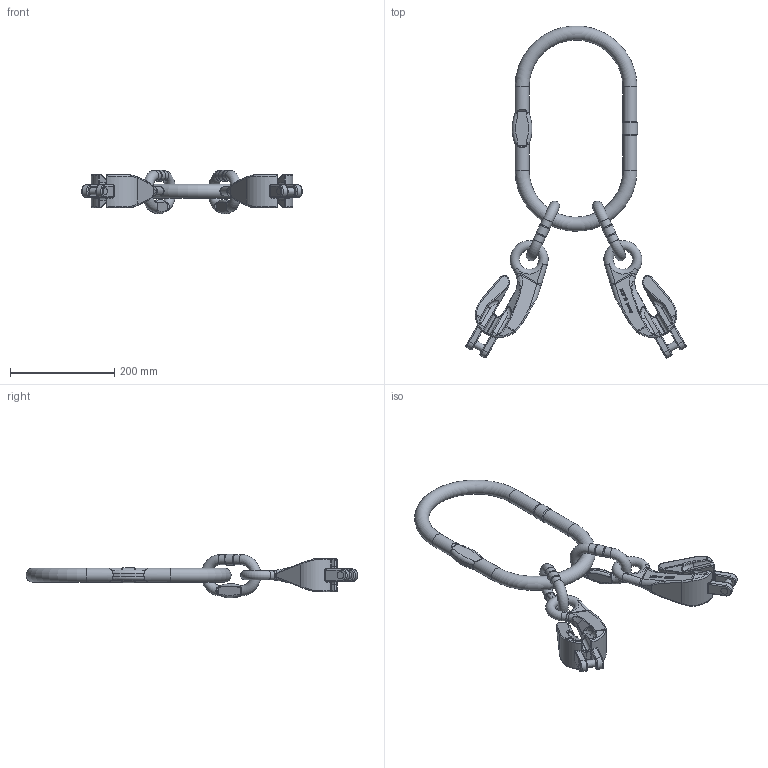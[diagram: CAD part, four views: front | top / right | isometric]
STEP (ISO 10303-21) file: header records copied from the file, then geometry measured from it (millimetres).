
FILE_DESCRIPTION(/* description */ (''),/* implementation_level */ '2;1');
FILE_NAME(/* name */ 'pewag_LXKW_2-13',/* time_stamp */ '2010-03-03T15:45:43+01:00',/* author */ (''),/* organization */ (''),/* preprocessor_version */ 'ST-DEVELOPER v9',/* originating_system */ 'UGS - NX 4.0',/* authorisation */ '');
FILE_SCHEMA (('AUTOMOTIVE_DESIGN { 1 0 10303 214 1 1 1 1 }'));
Length unit declared in the file: millimetre
Products named in the file (1): rit7E48ozcv
Bounding box: 423.01 x 636.81 x 83.59 mm (x, y, z)
Volume: 1552856.4 mm3; surface area: 231925.4 mm2
Topology: 7 solids, 7 shells, 1047 faces, 2615 edges, 1572 vertices
Faces by surface type: plane 278, bspline 230, cylinder 227, extrusion 186, torus 82, sphere 30, cone 14
Full cylindrical faces by diameter (mm): 14 x6, 19.5 x4, 20.962 x2, 27 x4, 29.025 x1
Entity records: 38291 total; most frequent: CARTESIAN_POINT 15800, ORIENTED_EDGE 5068, DIRECTION 3942, EDGE_CURVE 2534, VERTEX_POINT 1556, AXIS2_PLACEMENT_3D 1450, EDGE_LOOP 1116, ADVANCED_FACE 1047
